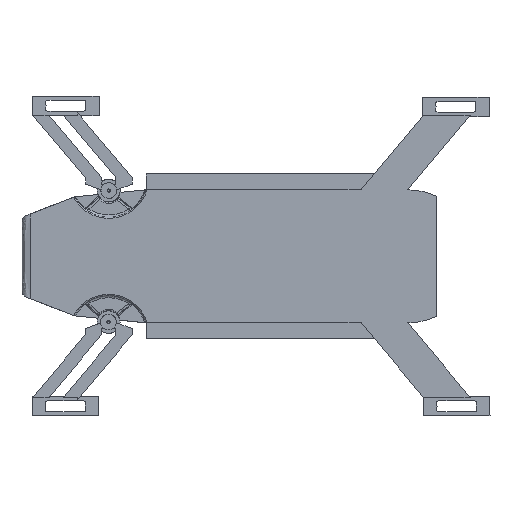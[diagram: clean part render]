
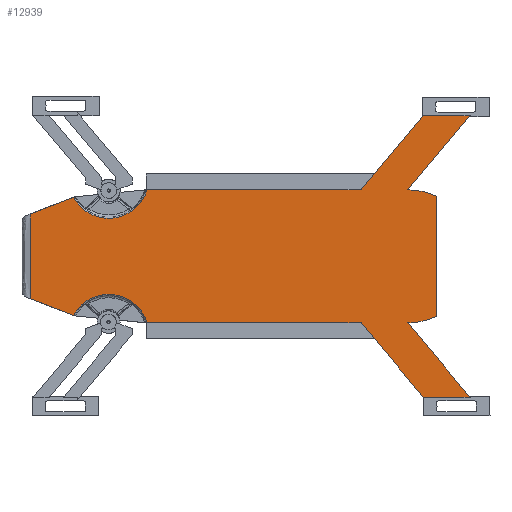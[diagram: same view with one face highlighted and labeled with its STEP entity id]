
A CAD part, front view. The second image highlights one B-rep face of the part: STEP entity #12939.
In plain terms, the highlighted planar face has unit normal (0, -1, 0).
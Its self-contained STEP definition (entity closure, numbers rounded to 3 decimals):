
#178=B_SPLINE_CURVE_WITH_KNOTS('',3,(#19336,#19337,#19338,#19339),
 .UNSPECIFIED.,.F.,.F.,(4,4),(-0.207,5.207),
 .UNSPECIFIED.);
#996=PLANE('',#13812);
#1436=FACE_OUTER_BOUND('',#2238,.T.);
#2238=EDGE_LOOP('',(#10235,#10236,#10237,#10238,#10239,#10240,#10241,#10242,
#10243,#10244,#10245,#10246,#10247,#10248,#10249,#10250));
#3361=LINE('',#18935,#4639);
#3499=LINE('',#19441,#4777);
#3505=LINE('',#19463,#4783);
#3506=LINE('',#19466,#4784);
#3507=LINE('',#19468,#4785);
#3508=LINE('',#19470,#4786);
#3509=LINE('',#19474,#4787);
#3510=LINE('',#19478,#4788);
#3511=LINE('',#19480,#4789);
#3512=LINE('',#19482,#4790);
#3513=LINE('',#19484,#4791);
#4639=VECTOR('',#15604,15.);
#4777=VECTOR('',#15828,15.);
#4783=VECTOR('',#15836,15.);
#4784=VECTOR('',#15839,15.);
#4785=VECTOR('',#15840,15.);
#4786=VECTOR('',#15841,15.);
#4787=VECTOR('',#15844,10.);
#4788=VECTOR('',#15847,15.);
#4789=VECTOR('',#15848,15.);
#4790=VECTOR('',#15849,15.);
#4791=VECTOR('',#15850,15.);
#5417=CIRCLE('',#13813,38.525);
#5418=CIRCLE('',#13814,65.982);
#5419=CIRCLE('',#13815,65.982);
#5420=CIRCLE('',#13816,38.525);
#6062=VERTEX_POINT('',#18932);
#6063=VERTEX_POINT('',#18934);
#6172=VERTEX_POINT('',#19321);
#6173=VERTEX_POINT('',#19335);
#6178=VERTEX_POINT('',#19440);
#6185=VERTEX_POINT('',#19462);
#6186=VERTEX_POINT('',#19465);
#6187=VERTEX_POINT('',#19467);
#6188=VERTEX_POINT('',#19469);
#6189=VERTEX_POINT('',#19471);
#6190=VERTEX_POINT('',#19473);
#6191=VERTEX_POINT('',#19475);
#6192=VERTEX_POINT('',#19477);
#6193=VERTEX_POINT('',#19479);
#6194=VERTEX_POINT('',#19481);
#6195=VERTEX_POINT('',#19483);
#7491=EDGE_CURVE('',#6063,#6062,#3361,.T.);
#7642=EDGE_CURVE('',#6172,#6173,#178,.T.);
#7651=EDGE_CURVE('',#6173,#6178,#3499,.T.);
#7659=EDGE_CURVE('',#6172,#6185,#3505,.T.);
#7660=EDGE_CURVE('',#6063,#6185,#5417,.T.);
#7661=EDGE_CURVE('',#6062,#6186,#3506,.T.);
#7662=EDGE_CURVE('',#6186,#6187,#3507,.T.);
#7663=EDGE_CURVE('',#6188,#6187,#3508,.T.);
#7664=EDGE_CURVE('',#6189,#6188,#5418,.T.);
#7665=EDGE_CURVE('',#6189,#6190,#3509,.T.);
#7666=EDGE_CURVE('',#6191,#6190,#5419,.T.);
#7667=EDGE_CURVE('',#6191,#6192,#3510,.T.);
#7668=EDGE_CURVE('',#6192,#6193,#3511,.T.);
#7669=EDGE_CURVE('',#6194,#6193,#3512,.T.);
#7670=EDGE_CURVE('',#6195,#6194,#3513,.T.);
#7671=EDGE_CURVE('',#6178,#6195,#5420,.T.);
#10235=ORIENTED_EDGE('',*,*,#7642,.F.);
#10236=ORIENTED_EDGE('',*,*,#7659,.T.);
#10237=ORIENTED_EDGE('',*,*,#7660,.F.);
#10238=ORIENTED_EDGE('',*,*,#7491,.T.);
#10239=ORIENTED_EDGE('',*,*,#7661,.T.);
#10240=ORIENTED_EDGE('',*,*,#7662,.T.);
#10241=ORIENTED_EDGE('',*,*,#7663,.F.);
#10242=ORIENTED_EDGE('',*,*,#7664,.F.);
#10243=ORIENTED_EDGE('',*,*,#7665,.T.);
#10244=ORIENTED_EDGE('',*,*,#7666,.F.);
#10245=ORIENTED_EDGE('',*,*,#7667,.T.);
#10246=ORIENTED_EDGE('',*,*,#7668,.T.);
#10247=ORIENTED_EDGE('',*,*,#7669,.F.);
#10248=ORIENTED_EDGE('',*,*,#7670,.F.);
#10249=ORIENTED_EDGE('',*,*,#7671,.F.);
#10250=ORIENTED_EDGE('',*,*,#7651,.F.);
#12939=ADVANCED_FACE('',(#1436),#996,.F.);
#13812=AXIS2_PLACEMENT_3D('',#19461,#15834,#15835);
#13813=AXIS2_PLACEMENT_3D('',#19464,#15837,#15838);
#13814=AXIS2_PLACEMENT_3D('',#19472,#15842,#15843);
#13815=AXIS2_PLACEMENT_3D('',#19476,#15845,#15846);
#13816=AXIS2_PLACEMENT_3D('',#19485,#15851,#15852);
#15604=DIRECTION('',(1.,0.,0.));
#15828=DIRECTION('',(0.932,0.,0.362));
#15834=DIRECTION('center_axis',(0.,1.,0.));
#15835=DIRECTION('ref_axis',(1.,0.,0.));
#15836=DIRECTION('',(0.932,0.,-0.362));
#15837=DIRECTION('center_axis',(0.,-1.,0.));
#15838=DIRECTION('ref_axis',(0.097,0.,0.995));
#15839=DIRECTION('',(0.643,0.,-0.766));
#15840=DIRECTION('',(1.,0.,0.));
#15841=DIRECTION('',(0.643,0.,-0.766));
#15842=DIRECTION('center_axis',(0.,1.,0.));
#15843=DIRECTION('ref_axis',(0.999,0.,-0.034));
#15844=DIRECTION('',(0.,0.,1.));
#15845=DIRECTION('center_axis',(0.,1.,0.));
#15846=DIRECTION('ref_axis',(0.,0.,1.));
#15847=DIRECTION('',(0.643,0.,0.766));
#15848=DIRECTION('',(-1.,0.,0.));
#15849=DIRECTION('',(0.643,0.,0.766));
#15850=DIRECTION('',(1.,0.,0.));
#15851=DIRECTION('center_axis',(0.,-1.,0.));
#15852=DIRECTION('ref_axis',(0.097,0.,-0.995));
#18932=CARTESIAN_POINT('',(135.011,-7.5,-42.5));
#18934=CARTESIAN_POINT('',(-70.087,-7.5,-42.5));
#18935=CARTESIAN_POINT('',(-120.232,-7.5,-42.5));
#19321=CARTESIAN_POINT('',(-182.081,-7.5,-19.361));
#19335=CARTESIAN_POINT('',(-182.081,-7.5,61.861));
#19336=CARTESIAN_POINT('Ctrl Pts',(-182.081,-7.5,-19.361));
#19337=CARTESIAN_POINT('Ctrl Pts',(-182.081,-7.5,7.713));
#19338=CARTESIAN_POINT('Ctrl Pts',(-182.081,-7.5,34.787));
#19339=CARTESIAN_POINT('Ctrl Pts',(-182.081,-7.5,61.861));
#19440=CARTESIAN_POINT('',(-140.812,-7.5,77.91));
#19441=CARTESIAN_POINT('',(-190.081,-7.5,58.75));
#19461=CARTESIAN_POINT('Origin',(29.767,-7.5,21.25));
#19462=CARTESIAN_POINT('',(-140.812,-7.5,-35.41));
#19463=CARTESIAN_POINT('',(-190.081,-7.5,-16.25));
#19464=CARTESIAN_POINT('Origin',(-106.933,-7.5,-53.75));
#19465=CARTESIAN_POINT('',(194.797,-7.5,-113.75));
#19466=CARTESIAN_POINT('',(134.758,-7.5,-42.199));
#19467=CARTESIAN_POINT('',(239.554,-7.5,-113.75));
#19468=CARTESIAN_POINT('',(141.975,-7.5,-113.75));
#19469=CARTESIAN_POINT('',(179.768,-7.5,-42.5));
#19470=CARTESIAN_POINT('',(179.768,-7.5,-42.5));
#19471=CARTESIAN_POINT('',(207.62,-7.5,-36.334));
#19472=CARTESIAN_POINT('Origin',(179.768,-7.5,23.482));
#19473=CARTESIAN_POINT('',(207.62,-7.5,78.834));
#19474=CARTESIAN_POINT('',(207.62,-7.5,50.042));
#19475=CARTESIAN_POINT('',(179.768,-7.5,85.));
#19476=CARTESIAN_POINT('Origin',(179.768,-7.5,19.018));
#19477=CARTESIAN_POINT('',(239.554,-7.5,156.25));
#19478=CARTESIAN_POINT('',(179.768,-7.5,85.));
#19479=CARTESIAN_POINT('',(194.797,-7.5,156.25));
#19480=CARTESIAN_POINT('',(111.975,-7.5,156.25));
#19481=CARTESIAN_POINT('',(135.011,-7.5,85.));
#19482=CARTESIAN_POINT('',(134.758,-7.5,84.699));
#19483=CARTESIAN_POINT('',(-70.087,-7.5,85.));
#19484=CARTESIAN_POINT('',(-120.232,-7.5,85.));
#19485=CARTESIAN_POINT('Origin',(-106.933,-7.5,96.25));
